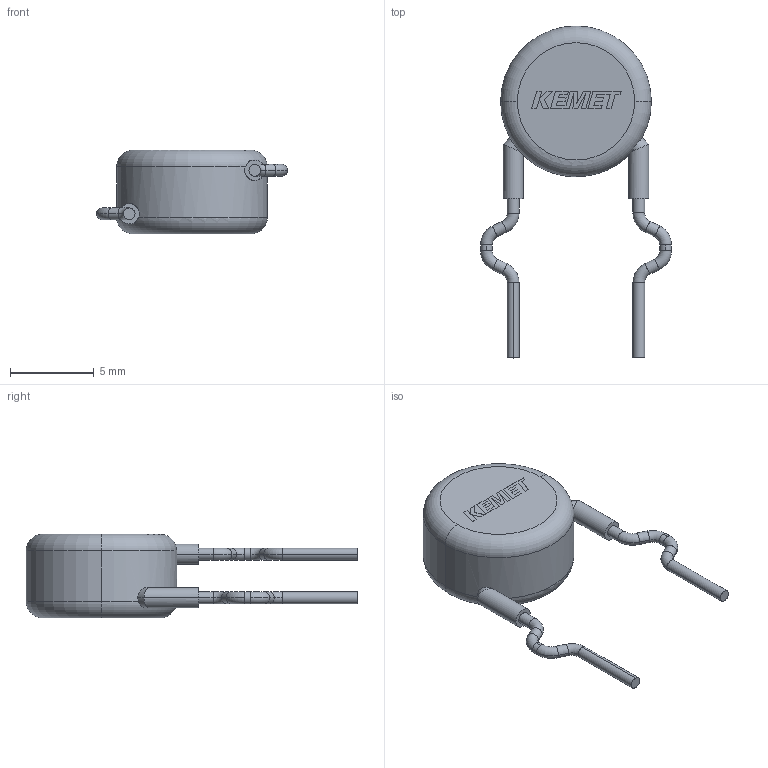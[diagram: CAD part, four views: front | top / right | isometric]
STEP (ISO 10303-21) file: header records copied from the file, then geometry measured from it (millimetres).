
FILE_DESCRIPTION (( 'STEP AP214' ), '1' );
FILE_NAME ('CCD_KCO_9X5_D9T5S7.5LL4.5F0.7V2.1.STEP', '2024-05-10T18:26:09', ( '' ), ( '' ), 'SwSTEP 2.0', 'SolidWorks 2021', '' );
FILE_SCHEMA (( 'AUTOMOTIVE_DESIGN' ));
Length unit declared in the file: millimetre
Products named in the file (1): CCD_KCO_9X5_D9T5S7.5LL4.5F0.7V2.1
Bounding box: 11.4 x 19.81 x 5 mm (x, y, z)
Volume: 322.3 mm3; surface area: 322.7 mm2
Topology: 4 solids, 4 shells, 112 faces, 279 edges, 177 vertices
Faces by surface type: plane 63, cylinder 29, torus 20
Entity records: 4227 total; most frequent: CARTESIAN_POINT 644, DIRECTION 574, ORIENTED_EDGE 558, EDGE_CURVE 279, AXIS2_PLACEMENT_3D 197, VECTOR 180, LINE 180, VERTEX_POINT 177
